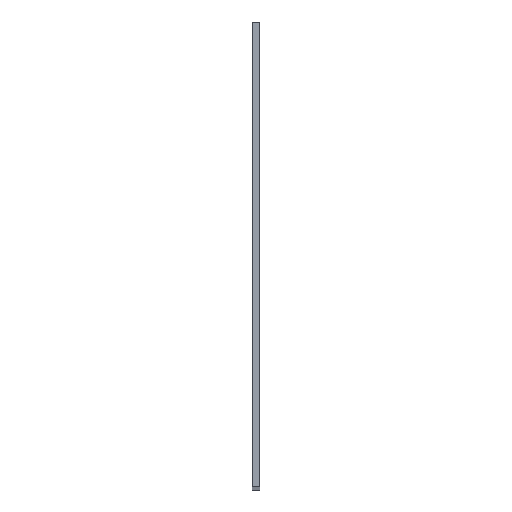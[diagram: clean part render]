
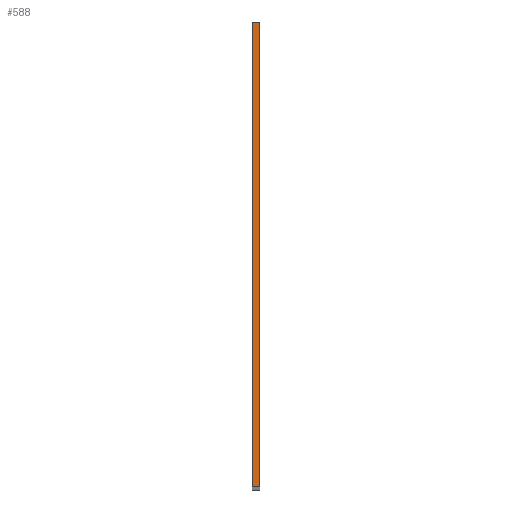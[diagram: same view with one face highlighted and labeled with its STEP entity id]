
A CAD part, top view. The second image highlights one B-rep face of the part: STEP entity #588.
In plain terms, the highlighted planar face has unit normal (0, 0, 1).
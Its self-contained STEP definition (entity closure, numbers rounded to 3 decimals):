
#194 = LINE ( 'NONE', #1586, #329 ) ;
#329 = VECTOR ( 'NONE', #1585, 1000. ) ;
#342 = VECTOR ( 'NONE', #501, 1000. ) ;
#343 = LINE ( 'NONE', #520, #342 ) ;
#493 = DIRECTION ( 'NONE',  ( 0., 1., 0. ) ) ;
#501 = DIRECTION ( 'NONE',  ( -1., 0., 0. ) ) ;
#503 = CARTESIAN_POINT ( 'NONE',  ( 0., 94.21, 213. ) ) ;
#520 = CARTESIAN_POINT ( 'NONE',  ( 1.5, 0., 213. ) ) ;
#523 = DIRECTION ( 'NONE',  ( 0., 1., 0. ) ) ;
#543 = CARTESIAN_POINT ( 'NONE',  ( 1.5, 94.21, 213. ) ) ;
#588 = ADVANCED_FACE ( 'NONE', ( #965 ), #883, .F. ) ;
#671 = VECTOR ( 'NONE', #523, 1000. ) ;
#674 = LINE ( 'NONE', #543, #671 ) ;
#880 = DIRECTION ( 'NONE',  ( -1., 0., 0. ) ) ;
#881 = DIRECTION ( 'NONE',  ( 0., 0., -1. ) ) ;
#883 = PLANE ( 'NONE',  #980 ) ;
#887 = CARTESIAN_POINT ( 'NONE',  ( 1.5, 94.21, 213. ) ) ;
#965 = FACE_OUTER_BOUND ( 'NONE', #1824, .T. ) ;
#980 = AXIS2_PLACEMENT_3D ( 'NONE', #887, #881, #880 ) ;
#1084 = VECTOR ( 'NONE', #493, 1000. ) ;
#1085 = LINE ( 'NONE', #503, #1084 ) ;
#1139 = EDGE_CURVE ( 'NONE', #1931, #1854, #343, .T. ) ;
#1141 = EDGE_CURVE ( 'NONE', #1854, #1820, #1085, .T. ) ;
#1171 = EDGE_CURVE ( 'NONE', #1931, #1835, #674, .T. ) ;
#1304 = EDGE_CURVE ( 'NONE', #1820, #1835, #194, .T. ) ;
#1478 = ORIENTED_EDGE ( 'NONE', *, *, #1139, .F. ) ;
#1479 = ORIENTED_EDGE ( 'NONE', *, *, #1141, .F. ) ;
#1480 = ORIENTED_EDGE ( 'NONE', *, *, #1304, .F. ) ;
#1481 = ORIENTED_EDGE ( 'NONE', *, *, #1171, .T. ) ;
#1585 = DIRECTION ( 'NONE',  ( 1., 0., 0. ) ) ;
#1586 = CARTESIAN_POINT ( 'NONE',  ( 0., 94.21, 213. ) ) ;
#1646 = CARTESIAN_POINT ( 'NONE',  ( 1.5, 0., 213. ) ) ;
#1742 = CARTESIAN_POINT ( 'NONE',  ( 0., 0., 213. ) ) ;
#1756 = CARTESIAN_POINT ( 'NONE',  ( 1.5, 94.21, 213. ) ) ;
#1767 = CARTESIAN_POINT ( 'NONE',  ( 0., 94.21, 213. ) ) ;
#1820 = VERTEX_POINT ( 'NONE', #1767 ) ;
#1824 = EDGE_LOOP ( 'NONE', ( #1481, #1480, #1479, #1478 ) ) ;
#1835 = VERTEX_POINT ( 'NONE', #1756 ) ;
#1854 = VERTEX_POINT ( 'NONE', #1742 ) ;
#1931 = VERTEX_POINT ( 'NONE', #1646 ) ;
